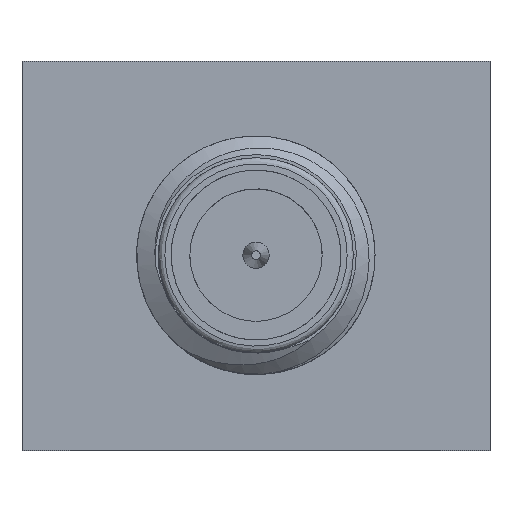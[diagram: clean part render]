
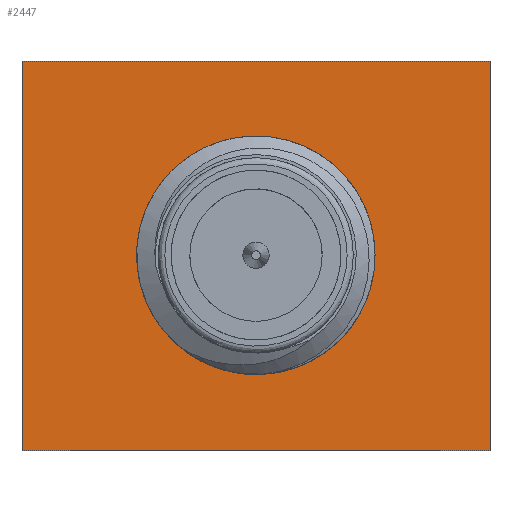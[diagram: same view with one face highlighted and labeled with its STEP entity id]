
A CAD part, top view. The second image highlights one B-rep face of the part: STEP entity #2447.
In plain terms, the highlighted planar face has unit normal (0, 0, 1).
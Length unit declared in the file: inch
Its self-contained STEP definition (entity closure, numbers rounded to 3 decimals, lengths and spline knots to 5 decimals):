
#42 = ORIENTED_EDGE ( 'NONE', *, *, #327, .T. ) ;
#206 = VECTOR ( 'NONE', #822, 39.37008 ) ;
#280 = CARTESIAN_POINT ( 'NONE',  ( 0., 0., 0. ) ) ;
#299 = EDGE_CURVE ( 'NONE', #2598, #782, #2042, .T. ) ;
#314 = CARTESIAN_POINT ( 'NONE',  ( -0.1875, -0.156, 0. ) ) ;
#318 = VERTEX_POINT ( 'NONE', #1174 ) ;
#327 = EDGE_CURVE ( 'NONE', #2439, #1764, #2509, .T. ) ;
#394 = ORIENTED_EDGE ( 'NONE', *, *, #1555, .T. ) ;
#417 = ORIENTED_EDGE ( 'NONE', *, *, #2441, .T. ) ;
#590 = PLANE ( 'NONE',  #1444 ) ;
#627 = EDGE_LOOP ( 'NONE', ( #394 ) ) ;
#779 = FACE_BOUND ( 'NONE', #627, .T. ) ;
#782 = VERTEX_POINT ( 'NONE', #862 ) ;
#822 = DIRECTION ( 'NONE',  ( 0., 1., 0. ) ) ;
#862 = CARTESIAN_POINT ( 'NONE',  ( -0.1875, 0.156, 0. ) ) ;
#914 = EDGE_CURVE ( 'NONE', #782, #2439, #1128, .T. ) ;
#972 = CIRCLE ( 'NONE', #2254, 0.083 ) ;
#1060 = CARTESIAN_POINT ( 'NONE',  ( 0.1875, 0.156, 0. ) ) ;
#1128 = LINE ( 'NONE', #2677, #1623 ) ;
#1174 = CARTESIAN_POINT ( 'NONE',  ( -0.083, 0., 0. ) ) ;
#1368 = DIRECTION ( 'NONE',  ( 0., -1., 0. ) ) ;
#1444 = AXIS2_PLACEMENT_3D ( 'NONE', #2325, #2564, #1446 ) ;
#1446 = DIRECTION ( 'NONE',  ( 0., -1., 0. ) ) ;
#1473 = CARTESIAN_POINT ( 'NONE',  ( 0.1875, -0.156, 0. ) ) ;
#1537 = DIRECTION ( 'NONE',  ( -1., 0., 0. ) ) ;
#1555 = EDGE_CURVE ( 'NONE', #318, #318, #972, .T. ) ;
#1623 = VECTOR ( 'NONE', #1368, 39.37008 ) ;
#1703 = CARTESIAN_POINT ( 'NONE',  ( -0.1875, -0.156, 0. ) ) ;
#1764 = VERTEX_POINT ( 'NONE', #2479 ) ;
#1871 = DIRECTION ( 'NONE',  ( 1., 0., 0. ) ) ;
#1971 = ORIENTED_EDGE ( 'NONE', *, *, #914, .T. ) ;
#1983 = VECTOR ( 'NONE', #1871, 39.37008 ) ;
#2042 = LINE ( 'NONE', #2703, #2157 ) ;
#2140 = FACE_OUTER_BOUND ( 'NONE', #2272, .T. ) ;
#2157 = VECTOR ( 'NONE', #2690, 39.37008 ) ;
#2254 = AXIS2_PLACEMENT_3D ( 'NONE', #280, #2616, #1537 ) ;
#2272 = EDGE_LOOP ( 'NONE', ( #417, #2418, #1971, #42 ) ) ;
#2325 = CARTESIAN_POINT ( 'NONE',  ( 0., 0., 0. ) ) ;
#2418 = ORIENTED_EDGE ( 'NONE', *, *, #299, .T. ) ;
#2439 = VERTEX_POINT ( 'NONE', #1703 ) ;
#2441 = EDGE_CURVE ( 'NONE', #1764, #2598, #2537, .T. ) ;
#2447 = ADVANCED_FACE ( 'NONE', ( #779, #2140 ), #590, .F. ) ;
#2479 = CARTESIAN_POINT ( 'NONE',  ( 0.1875, -0.156, 0. ) ) ;
#2509 = LINE ( 'NONE', #314, #1983 ) ;
#2537 = LINE ( 'NONE', #1473, #206 ) ;
#2564 = DIRECTION ( 'NONE',  ( 0., 0., -1. ) ) ;
#2598 = VERTEX_POINT ( 'NONE', #1060 ) ;
#2616 = DIRECTION ( 'NONE',  ( 0., 0., -1. ) ) ;
#2677 = CARTESIAN_POINT ( 'NONE',  ( -0.1875, -0.156, 0. ) ) ;
#2690 = DIRECTION ( 'NONE',  ( -1., 0., 0. ) ) ;
#2703 = CARTESIAN_POINT ( 'NONE',  ( -0.1875, 0.156, 0. ) ) ;
